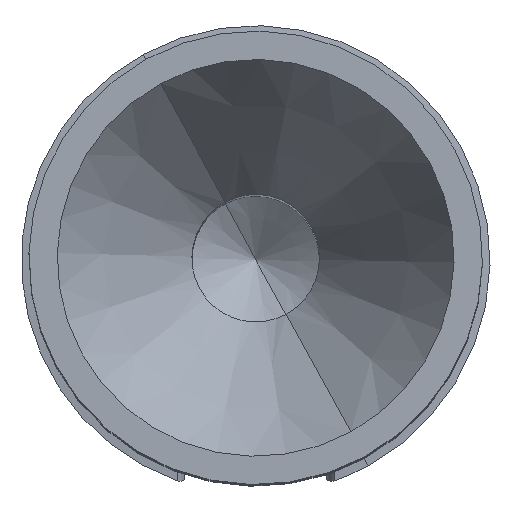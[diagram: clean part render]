
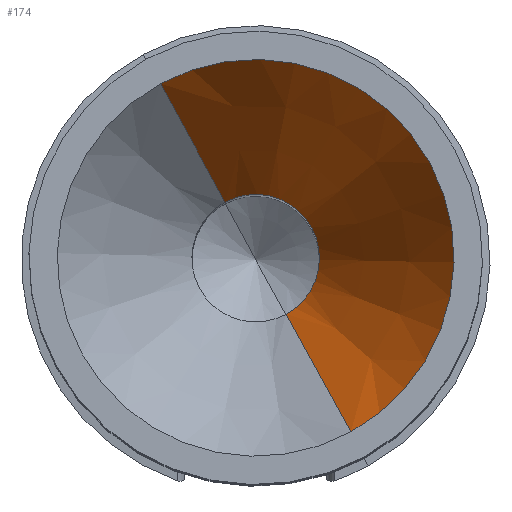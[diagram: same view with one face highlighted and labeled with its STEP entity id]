
A CAD part, top view. The second image highlights one B-rep face of the part: STEP entity #174.
In plain terms, the highlighted conical face has half-angle 32.833 degrees and reference radius 0.45 mm.
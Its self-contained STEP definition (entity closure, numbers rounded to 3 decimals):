
#121=AXIS2_PLACEMENT_3D('Cone Axis2P3D',#118,#119,#120) ;
#160=AXIS2_PLACEMENT_3D('Circle Axis2P3D',#158,#159,$) ;
#165=AXIS2_PLACEMENT_3D('Circle Axis2P3D',#163,#164,$) ;
#118=CARTESIAN_POINT('Axis2P3D Location',(1.654,1.6,23.528)) ;
#127=CARTESIAN_POINT('Vertex',(1.438,1.995,23.528)) ;
#129=CARTESIAN_POINT('Vertex',(1.87,1.205,23.528)) ;
#132=CARTESIAN_POINT('Line Origine',(1.211,2.412,24.264)) ;
#136=CARTESIAN_POINT('Vertex',(0.983,2.829,25.)) ;
#143=CARTESIAN_POINT('Vertex',(2.325,0.372,25.)) ;
#146=CARTESIAN_POINT('Line Origine',(2.098,0.788,24.264)) ;
#158=CARTESIAN_POINT('Axis2P3D Location',(1.654,1.6,23.528)) ;
#163=CARTESIAN_POINT('Axis2P3D Location',(1.654,1.6,25.)) ;
#119=DIRECTION('Axis2P3D Direction',(0.,0.,1.)) ;
#120=DIRECTION('Axis2P3D XDirection',(-0.479,0.878,0.)) ;
#133=DIRECTION('Vector Direction',(-0.26,0.476,0.84)) ;
#147=DIRECTION('Vector Direction',(0.26,-0.476,0.84)) ;
#159=DIRECTION('Axis2P3D Direction',(0.,0.,1.)) ;
#164=DIRECTION('Axis2P3D Direction',(0.,0.,1.)) ;
#134=VECTOR('Line Direction',#133,1.) ;
#148=VECTOR('Line Direction',#147,1.) ;
#169=ORIENTED_EDGE('',*,*,#162,.F.) ;
#170=ORIENTED_EDGE('',*,*,#150,.T.) ;
#171=ORIENTED_EDGE('',*,*,#167,.T.) ;
#172=ORIENTED_EDGE('',*,*,#138,.F.) ;
#174=ADVANCED_FACE('Hauptkoerper',(#173),#122,.F.) ;
#161=CIRCLE('generated circle',#160,0.45) ;
#166=CIRCLE('generated circle',#165,1.4) ;
#122=CONICAL_SURFACE('Cone',#121,0.45,0.573) ;
#138=EDGE_CURVE('',#128,#137,#135,.T.) ;
#150=EDGE_CURVE('',#130,#144,#149,.T.) ;
#162=EDGE_CURVE('',#130,#128,#161,.T.) ;
#167=EDGE_CURVE('',#144,#137,#166,.T.) ;
#168=EDGE_LOOP('',(#169,#170,#171,#172)) ;
#173=FACE_OUTER_BOUND('',#168,.T.) ;
#135=LINE('Line',#132,#134) ;
#149=LINE('Line',#146,#148) ;
#128=VERTEX_POINT('',#127) ;
#130=VERTEX_POINT('',#129) ;
#137=VERTEX_POINT('',#136) ;
#144=VERTEX_POINT('',#143) ;
